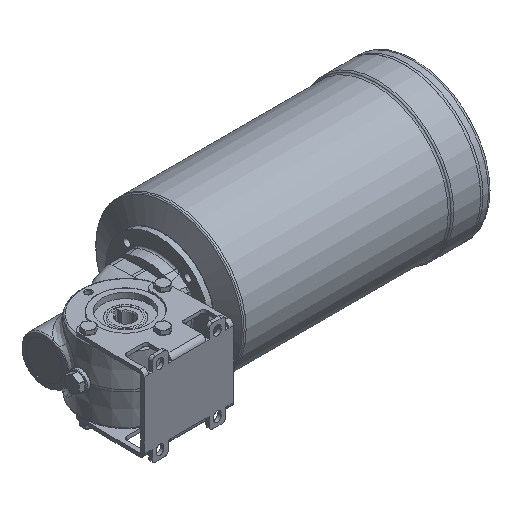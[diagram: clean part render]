
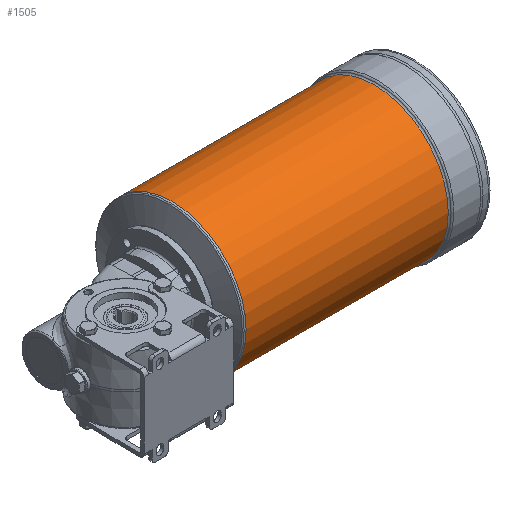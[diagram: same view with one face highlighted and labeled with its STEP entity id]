
A CAD part, isometric view. The second image highlights one B-rep face of the part: STEP entity #1505.
In plain terms, the highlighted cylindrical face has radius 64.5 mm (diameter 129 mm), a full revolution.
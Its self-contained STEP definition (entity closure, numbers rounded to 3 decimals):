
#1505 = ADVANCED_FACE( '', ( #3372, #3373 ), #3374, .T. );
#3372 = FACE_OUTER_BOUND( '', #8360, .T. );
#3373 = FACE_OUTER_BOUND( '', #8361, .T. );
#3374 = CYLINDRICAL_SURFACE( '', #8362, 64.5 );
#8360 = EDGE_LOOP( '', ( #13247 ) );
#8361 = EDGE_LOOP( '', ( #13248 ) );
#8362 = AXIS2_PLACEMENT_3D( '', #13249, #13250, #13251 );
#13247 = ORIENTED_EDGE( '', *, *, #15776, .T. );
#13248 = ORIENTED_EDGE( '', *, *, #16419, .T. );
#13249 = CARTESIAN_POINT( '', ( 230.668, 30., 0. ) );
#13250 = DIRECTION( '', ( -1., 0., 0. ) );
#13251 = DIRECTION( '', ( 0., 1., 0. ) );
#15776 = EDGE_CURVE( '', #18295, #18295, #18296, .F. );
#16419 = EDGE_CURVE( '', #19166, #19166, #19167, .T. );
#18295 = VERTEX_POINT( '', #22761 );
#18296 = CIRCLE( '', #22762, 64.5 );
#19166 = VERTEX_POINT( '', #24916 );
#19167 = CIRCLE( '', #24917, 64.5 );
#22761 = CARTESIAN_POINT( '', ( 246.672, 94.5, 0. ) );
#22762 = AXIS2_PLACEMENT_3D( '', #26822, #26823, #26824 );
#24916 = CARTESIAN_POINT( '', ( 70.5, 94.5, 0. ) );
#24917 = AXIS2_PLACEMENT_3D( '', #27485, #27486, #27487 );
#26822 = CARTESIAN_POINT( '', ( 246.672, 30., 0. ) );
#26823 = DIRECTION( '', ( 1., 0., 0. ) );
#26824 = DIRECTION( '', ( 0., 1., 0. ) );
#27485 = CARTESIAN_POINT( '', ( 70.5, 30., 0. ) );
#27486 = DIRECTION( '', ( 1., 0., 0. ) );
#27487 = DIRECTION( '', ( 0., 1., 0. ) );
